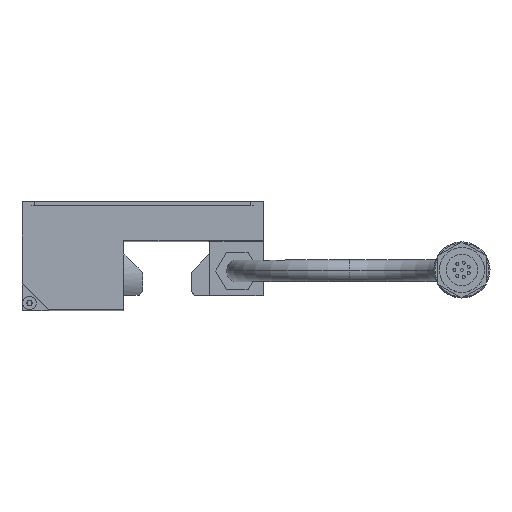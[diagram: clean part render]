
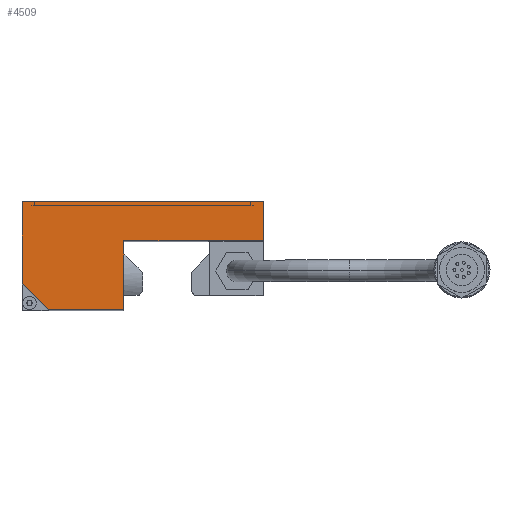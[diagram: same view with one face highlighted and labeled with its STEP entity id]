
A CAD part, top view. The second image highlights one B-rep face of the part: STEP entity #4509.
In plain terms, the highlighted planar face has unit normal (0, 0, 1).
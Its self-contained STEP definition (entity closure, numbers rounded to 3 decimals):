
#2805 = EDGE_CURVE( '', #2995, #4501, #6783, .T. );
#2947 = VERTEX_POINT( '', #6938 );
#2995 = VERTEX_POINT( '', #6997 );
#3023 = EDGE_CURVE( '', #4899, #5019, #7027, .T. );
#3317 = EDGE_CURVE( '', #4501, #5193, #7346, .T. );
#3671 = EDGE_CURVE( '', #5811, #4819, #7736, .T. );
#3705 = EDGE_CURVE( '', #5105, #2947, #7774, .T. );
#3833 = EDGE_CURVE( '', #5019, #2995, #7920, .T. );
#3971 = EDGE_CURVE( '', #2947, #5811, #8067, .T. );
#4239 = EDGE_CURVE( '', #5193, #4731, #8372, .T. );
#4501 = VERTEX_POINT( '', #8667 );
#4509 = ADVANCED_FACE( '', ( #8675 ), #8676, .T. );
#4731 = VERTEX_POINT( '', #8931 );
#4819 = VERTEX_POINT( '', #9029 );
#4831 = EDGE_CURVE( '', #4819, #4899, #9041, .T. );
#4899 = VERTEX_POINT( '', #9116 );
#5019 = VERTEX_POINT( '', #9249 );
#5105 = VERTEX_POINT( '', #9343 );
#5193 = VERTEX_POINT( '', #9439 );
#5721 = EDGE_CURVE( '', #4731, #5105, #10031, .T. );
#5811 = VERTEX_POINT( '', #10130 );
#6783 = LINE( '', #11413, #11414 );
#6938 = CARTESIAN_POINT( '', ( -38.7, 35.9, 0. ) );
#6997 = CARTESIAN_POINT( '', ( -11.5, 25.4, 0. ) );
#7027 = LINE( '', #11735, #11736 );
#7346 = LINE( '', #12165, #12166 );
#7736 = LINE( '', #12679, #12680 );
#7774 = LINE( '', #12731, #12732 );
#7920 = LINE( '', #12925, #12926 );
#8067 = LINE( '', #13124, #13125 );
#8372 = LINE( '', #13532, #13533 );
#8667 = CARTESIAN_POINT( '', ( 25.8, 25.4, 0. ) );
#8675 = FACE_OUTER_BOUND( '', #13945, .T. );
#8676 = PLANE( '', #13946 );
#8931 = CARTESIAN_POINT( '', ( 25.7, 36., 0. ) );
#9029 = CARTESIAN_POINT( '', ( -31.7, 7., 0. ) );
#9041 = LINE( '', #14422, #14423 );
#9116 = CARTESIAN_POINT( '', ( -11.6, 7., 0. ) );
#9249 = CARTESIAN_POINT( '', ( -11.5, 7.1, 0. ) );
#9343 = CARTESIAN_POINT( '', ( -38.6, 36., 0. ) );
#9439 = CARTESIAN_POINT( '', ( 25.8, 35.9, 0. ) );
#10031 = LINE( '', #15726, #15727 );
#10130 = CARTESIAN_POINT( '', ( -38.7, 14., 0. ) );
#11413 = CARTESIAN_POINT( '', ( -11.5, 25.4, 0. ) );
#11414 = VECTOR( '', #17032, 1. );
#11735 = CARTESIAN_POINT( '', ( -11.6, 7., 0. ) );
#11736 = VECTOR( '', #17314, 1. );
#12165 = CARTESIAN_POINT( '', ( 25.8, 11.1, 0. ) );
#12166 = VECTOR( '', #17649, 1. );
#12679 = CARTESIAN_POINT( '', ( -22.025, -2.675, 0. ) );
#12680 = VECTOR( '', #18080, 1. );
#12731 = CARTESIAN_POINT( '', ( -38.6, 36., 0. ) );
#12732 = VECTOR( '', #18129, 1. );
#12925 = CARTESIAN_POINT( '', ( -11.5, 7.1, 0. ) );
#12926 = VECTOR( '', #18299, 1. );
#13124 = CARTESIAN_POINT( '', ( -38.7, 35.9, 0. ) );
#13125 = VECTOR( '', #18436, 1. );
#13532 = CARTESIAN_POINT( '', ( 25.8, 35.9, 0. ) );
#13533 = VECTOR( '', #18791, 1. );
#13945 = EDGE_LOOP( '', ( #19186, #19187, #19188, #19189, #19190, #19191, #19192, #19193, #19194, #19195 ) );
#13946 = AXIS2_PLACEMENT_3D( '', #19196, #19197, #19198 );
#14422 = CARTESIAN_POINT( '', ( -38.6, 7., 0. ) );
#14423 = VECTOR( '', #19708, 1. );
#15726 = CARTESIAN_POINT( '', ( 25.7, 36., 0. ) );
#15727 = VECTOR( '', #21000, 1. );
#17032 = DIRECTION( '', ( 1., 0., 0. ) );
#17314 = DIRECTION( '', ( 0.707, 0.707, 0. ) );
#17649 = DIRECTION( '', ( 0., 1., 0. ) );
#18080 = DIRECTION( '', ( 0.707, -0.707, 0. ) );
#18129 = DIRECTION( '', ( -0.707, -0.707, 0. ) );
#18299 = DIRECTION( '', ( 0., 1., 0. ) );
#18436 = DIRECTION( '', ( 0., -1., 0. ) );
#18791 = DIRECTION( '', ( -0.707, 0.707, 0. ) );
#19186 = ORIENTED_EDGE( '', *, *, #3671, .T. );
#19187 = ORIENTED_EDGE( '', *, *, #4831, .T. );
#19188 = ORIENTED_EDGE( '', *, *, #3023, .T. );
#19189 = ORIENTED_EDGE( '', *, *, #3833, .T. );
#19190 = ORIENTED_EDGE( '', *, *, #2805, .T. );
#19191 = ORIENTED_EDGE( '', *, *, #3317, .T. );
#19192 = ORIENTED_EDGE( '', *, *, #4239, .T. );
#19193 = ORIENTED_EDGE( '', *, *, #5721, .T. );
#19194 = ORIENTED_EDGE( '', *, *, #3705, .T. );
#19195 = ORIENTED_EDGE( '', *, *, #3971, .T. );
#19196 = CARTESIAN_POINT( '', ( 0., 0., 0. ) );
#19197 = DIRECTION( '', ( 0., 0., 1. ) );
#19198 = DIRECTION( '', ( 1., 0., 0. ) );
#19708 = DIRECTION( '', ( 1., 0., 0. ) );
#21000 = DIRECTION( '', ( -1., 0., 0. ) );
